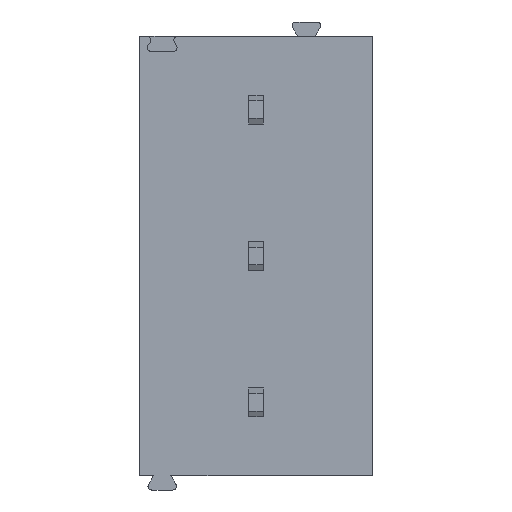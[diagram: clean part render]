
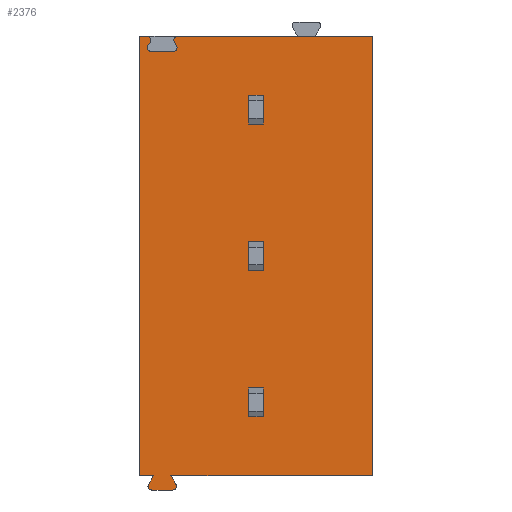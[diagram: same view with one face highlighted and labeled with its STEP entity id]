
A CAD part, front view. The second image highlights one B-rep face of the part: STEP entity #2376.
In plain terms, the highlighted planar face has unit normal (0, -1, 0).
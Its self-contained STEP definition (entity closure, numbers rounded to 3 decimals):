
#21=DIRECTION('',(1.,0.,0.));
#22=VECTOR('',#21,0.26);
#23=CARTESIAN_POINT('',(-4.05,-5.,12.7));
#24=LINE('',#23,#22);
#80=DIRECTION('',(1.,0.,0.));
#81=VECTOR('',#80,6.77);
#82=CARTESIAN_POINT('',(-2.72,-5.,12.7));
#83=LINE('',#82,#81);
#124=DIRECTION('',(-0.5,0.,0.866));
#125=VECTOR('',#124,0.15);
#126=CARTESIAN_POINT('',(-2.757,-5.,12.375));
#127=LINE('',#126,#125);
#128=CARTESIAN_POINT('',(-2.72,-5.,12.57));
#129=DIRECTION('',(0.,-1.,0.));
#130=DIRECTION('',(0.,0.,1.));
#131=AXIS2_PLACEMENT_3D('',#128,#129,#130);
#133=DIRECTION('',(-0.5,0.,0.866));
#134=VECTOR('',#133,0.352);
#135=CARTESIAN_POINT('',(-2.779,-5.,-2.845));
#136=LINE('',#135,#134);
#137=CARTESIAN_POINT('',(-2.891,-5.,-2.91));
#138=DIRECTION('',(0.,-1.,0.));
#139=DIRECTION('',(0.,0.,-1.));
#140=AXIS2_PLACEMENT_3D('',#137,#138,#139);
#142=DIRECTION('',(1.,0.,0.));
#143=VECTOR('',#142,0.727);
#144=CARTESIAN_POINT('',(-3.619,-5.,-3.04));
#145=LINE('',#144,#143);
#146=CARTESIAN_POINT('',(-3.619,-5.,-2.91));
#147=DIRECTION('',(0.,-1.,0.));
#148=DIRECTION('',(-0.866,0.,0.5));
#149=AXIS2_PLACEMENT_3D('',#146,#147,#148);
#151=DIRECTION('',(-0.5,0.,-0.866));
#152=VECTOR('',#151,0.352);
#153=CARTESIAN_POINT('',(-3.555,-5.,-2.54));
#154=LINE('',#153,#152);
#155=DIRECTION('',(0.,0.,-1.));
#156=VECTOR('',#155,15.24);
#157=CARTESIAN_POINT('',(-4.05,-5.,12.7));
#158=LINE('',#157,#156);
#159=CARTESIAN_POINT('',(-3.79,-5.,12.57));
#160=DIRECTION('',(0.,-1.,0.));
#161=DIRECTION('',(0.866,0.,-0.5));
#162=AXIS2_PLACEMENT_3D('',#159,#160,#161);
#164=DIRECTION('',(-0.5,0.,-0.866));
#165=VECTOR('',#164,0.15);
#166=CARTESIAN_POINT('',(-3.678,-5.,12.505));
#167=LINE('',#166,#165);
#168=CARTESIAN_POINT('',(-3.64,-5.,12.31));
#169=DIRECTION('',(0.,-1.,0.));
#170=DIRECTION('',(-0.866,0.,0.5));
#171=AXIS2_PLACEMENT_3D('',#168,#169,#170);
#173=DIRECTION('',(1.,0.,0.));
#174=VECTOR('',#173,0.77);
#175=CARTESIAN_POINT('',(-3.64,-5.,12.18));
#176=LINE('',#175,#174);
#177=CARTESIAN_POINT('',(-2.87,-5.,12.31));
#178=DIRECTION('',(0.,-1.,0.));
#179=DIRECTION('',(0.,0.,-1.));
#180=AXIS2_PLACEMENT_3D('',#177,#178,#179);
#182=DIRECTION('',(1.,0.,0.));
#183=VECTOR('',#182,0.505);
#184=CARTESIAN_POINT('',(-0.248,-5.,-0.5));
#185=LINE('',#184,#183);
#186=DIRECTION('',(0.,0.,1.));
#187=VECTOR('',#186,1.);
#188=CARTESIAN_POINT('',(0.256,-5.,-0.5));
#189=LINE('',#188,#187);
#190=DIRECTION('',(1.,0.,0.));
#191=VECTOR('',#190,0.505);
#192=CARTESIAN_POINT('',(-0.248,-5.,0.5));
#193=LINE('',#192,#191);
#194=DIRECTION('',(0.,0.,1.));
#195=VECTOR('',#194,1.);
#196=CARTESIAN_POINT('',(-0.248,-5.,-0.5));
#197=LINE('',#196,#195);
#198=DIRECTION('',(1.,0.,0.));
#199=VECTOR('',#198,0.505);
#200=CARTESIAN_POINT('',(-0.248,-5.,4.58));
#201=LINE('',#200,#199);
#202=DIRECTION('',(0.,0.,1.));
#203=VECTOR('',#202,1.);
#204=CARTESIAN_POINT('',(0.256,-5.,4.58));
#205=LINE('',#204,#203);
#206=DIRECTION('',(1.,0.,0.));
#207=VECTOR('',#206,0.505);
#208=CARTESIAN_POINT('',(-0.248,-5.,5.58));
#209=LINE('',#208,#207);
#210=DIRECTION('',(0.,0.,1.));
#211=VECTOR('',#210,1.);
#212=CARTESIAN_POINT('',(-0.248,-5.,4.58));
#213=LINE('',#212,#211);
#214=DIRECTION('',(1.,0.,0.));
#215=VECTOR('',#214,0.505);
#216=CARTESIAN_POINT('',(-0.248,-5.,9.66));
#217=LINE('',#216,#215);
#218=DIRECTION('',(0.,0.,1.));
#219=VECTOR('',#218,1.);
#220=CARTESIAN_POINT('',(0.256,-5.,9.66));
#221=LINE('',#220,#219);
#222=DIRECTION('',(1.,0.,0.));
#223=VECTOR('',#222,0.505);
#224=CARTESIAN_POINT('',(-0.248,-5.,10.66));
#225=LINE('',#224,#223);
#226=DIRECTION('',(0.,0.,1.));
#227=VECTOR('',#226,1.);
#228=CARTESIAN_POINT('',(-0.248,-5.,9.66));
#229=LINE('',#228,#227);
#250=DIRECTION('',(0.,0.,-1.));
#251=VECTOR('',#250,15.24);
#252=CARTESIAN_POINT('',(4.05,-5.,12.7));
#253=LINE('',#252,#251);
#408=DIRECTION('',(1.,0.,0.));
#409=VECTOR('',#408,7.005);
#410=CARTESIAN_POINT('',(-2.955,-5.,-2.54));
#411=LINE('',#410,#409);
#451=DIRECTION('',(1.,0.,0.));
#452=VECTOR('',#451,0.495);
#453=CARTESIAN_POINT('',(-4.05,-5.,-2.54));
#454=LINE('',#453,#452);
#1761=CARTESIAN_POINT('',(-4.05,-5.,12.7));
#1762=VERTEX_POINT('',#1761);
#1763=CARTESIAN_POINT('',(4.05,-5.,12.7));
#1764=VERTEX_POINT('',#1763);
#1781=CARTESIAN_POINT('',(-4.05,-5.,-2.54));
#1782=VERTEX_POINT('',#1781);
#1783=CARTESIAN_POINT('',(4.05,-5.,-2.54));
#1784=VERTEX_POINT('',#1783);
#1785=CARTESIAN_POINT('',(-2.891,-5.,-3.04));
#1786=CARTESIAN_POINT('',(-2.779,-5.,-2.845));
#1787=VERTEX_POINT('',#1785);
#1788=VERTEX_POINT('',#1786);
#1789=CARTESIAN_POINT('',(-3.731,-5.,-2.845));
#1790=CARTESIAN_POINT('',(-3.619,-5.,-3.04));
#1791=VERTEX_POINT('',#1789);
#1792=VERTEX_POINT('',#1790);
#1805=CARTESIAN_POINT('',(-2.955,-5.,-2.54));
#1806=VERTEX_POINT('',#1805);
#1807=CARTESIAN_POINT('',(-3.555,-5.,-2.54));
#1808=VERTEX_POINT('',#1807);
#1849=CARTESIAN_POINT('',(-2.72,-5.,12.7));
#1850=VERTEX_POINT('',#1849);
#1851=CARTESIAN_POINT('',(-3.79,-5.,12.7));
#1852=VERTEX_POINT('',#1851);
#1853=CARTESIAN_POINT('',(-2.757,-5.,12.375));
#1854=CARTESIAN_POINT('',(-2.832,-5.,12.505));
#1855=VERTEX_POINT('',#1853);
#1856=VERTEX_POINT('',#1854);
#1857=CARTESIAN_POINT('',(-3.678,-5.,12.505));
#1858=VERTEX_POINT('',#1857);
#1859=CARTESIAN_POINT('',(-3.753,-5.,12.375));
#1860=VERTEX_POINT('',#1859);
#1861=CARTESIAN_POINT('',(-3.64,-5.,12.18));
#1862=VERTEX_POINT('',#1861);
#1863=CARTESIAN_POINT('',(-2.87,-5.,12.18));
#1864=VERTEX_POINT('',#1863);
#1925=CARTESIAN_POINT('',(-0.248,-5.,-0.5));
#1926=CARTESIAN_POINT('',(0.256,-5.,-0.5));
#1927=VERTEX_POINT('',#1925);
#1928=VERTEX_POINT('',#1926);
#1929=CARTESIAN_POINT('',(-0.248,-5.,0.5));
#1930=CARTESIAN_POINT('',(0.256,-5.,0.5));
#1931=VERTEX_POINT('',#1929);
#1932=VERTEX_POINT('',#1930);
#2045=CARTESIAN_POINT('',(-0.248,-5.,4.58));
#2046=VERTEX_POINT('',#2045);
#2047=CARTESIAN_POINT('',(0.256,-5.,4.58));
#2048=VERTEX_POINT('',#2047);
#2049=CARTESIAN_POINT('',(-0.248,-5.,5.58));
#2050=VERTEX_POINT('',#2049);
#2051=CARTESIAN_POINT('',(0.256,-5.,5.58));
#2052=VERTEX_POINT('',#2051);
#2165=CARTESIAN_POINT('',(-0.248,-5.,9.66));
#2166=VERTEX_POINT('',#2165);
#2167=CARTESIAN_POINT('',(0.256,-5.,9.66));
#2168=VERTEX_POINT('',#2167);
#2169=CARTESIAN_POINT('',(-0.248,-5.,10.66));
#2170=VERTEX_POINT('',#2169);
#2171=CARTESIAN_POINT('',(0.256,-5.,10.66));
#2172=VERTEX_POINT('',#2171);
#2306=CARTESIAN_POINT('',(-4.05,-5.,12.7));
#2307=DIRECTION('',(0.,-1.,0.));
#2308=DIRECTION('',(1.,0.,0.));
#2309=AXIS2_PLACEMENT_3D('',#2306,#2307,#2308);
#2310=PLANE('',#2309);
#2312=ORIENTED_EDGE('',*,*,#2311,.T.);
#2313=ORIENTED_EDGE('',*,*,#2298,.F.);
#2314=ORIENTED_EDGE('',*,*,#2262,.T.);
#2316=ORIENTED_EDGE('',*,*,#2315,.T.);
#2318=ORIENTED_EDGE('',*,*,#2317,.F.);
#2320=ORIENTED_EDGE('',*,*,#2319,.F.);
#2322=ORIENTED_EDGE('',*,*,#2321,.F.);
#2324=ORIENTED_EDGE('',*,*,#2323,.F.);
#2326=ORIENTED_EDGE('',*,*,#2325,.F.);
#2328=ORIENTED_EDGE('',*,*,#2327,.F.);
#2330=ORIENTED_EDGE('',*,*,#2329,.F.);
#2332=ORIENTED_EDGE('',*,*,#2331,.F.);
#2333=ORIENTED_EDGE('',*,*,#2234,.T.);
#2335=ORIENTED_EDGE('',*,*,#2334,.F.);
#2337=ORIENTED_EDGE('',*,*,#2336,.T.);
#2339=ORIENTED_EDGE('',*,*,#2338,.T.);
#2341=ORIENTED_EDGE('',*,*,#2340,.T.);
#2343=ORIENTED_EDGE('',*,*,#2342,.T.);
#2344=EDGE_LOOP('',(#2312,#2313,#2314,#2316,#2318,#2320,#2322,#2324,#2326,#2328,
#2330,#2332,#2333,#2335,#2337,#2339,#2341,#2343));
#2345=FACE_OUTER_BOUND('',#2344,.F.);
#2347=ORIENTED_EDGE('',*,*,#2346,.T.);
#2349=ORIENTED_EDGE('',*,*,#2348,.T.);
#2351=ORIENTED_EDGE('',*,*,#2350,.F.);
#2353=ORIENTED_EDGE('',*,*,#2352,.F.);
#2354=EDGE_LOOP('',(#2347,#2349,#2351,#2353));
#2355=FACE_BOUND('',#2354,.F.);
#2357=ORIENTED_EDGE('',*,*,#2356,.T.);
#2359=ORIENTED_EDGE('',*,*,#2358,.T.);
#2361=ORIENTED_EDGE('',*,*,#2360,.F.);
#2363=ORIENTED_EDGE('',*,*,#2362,.F.);
#2364=EDGE_LOOP('',(#2357,#2359,#2361,#2363));
#2365=FACE_BOUND('',#2364,.F.);
#2367=ORIENTED_EDGE('',*,*,#2366,.T.);
#2369=ORIENTED_EDGE('',*,*,#2368,.T.);
#2371=ORIENTED_EDGE('',*,*,#2370,.F.);
#2373=ORIENTED_EDGE('',*,*,#2372,.F.);
#2374=EDGE_LOOP('',(#2367,#2369,#2371,#2373));
#2375=FACE_BOUND('',#2374,.F.);
#132=CIRCLE('',#131,0.13);
#141=CIRCLE('',#140,0.13);
#150=CIRCLE('',#149,0.13);
#163=CIRCLE('',#162,0.13);
#172=CIRCLE('',#171,0.13);
#181=CIRCLE('',#180,0.13);
#2234=EDGE_CURVE('',#1762,#1852,#24,.T.);
#2262=EDGE_CURVE('',#1850,#1764,#83,.T.);
#2298=EDGE_CURVE('',#1850,#1856,#132,.T.);
#2311=EDGE_CURVE('',#1855,#1856,#127,.T.);
#2315=EDGE_CURVE('',#1764,#1784,#253,.T.);
#2317=EDGE_CURVE('',#1806,#1784,#411,.T.);
#2319=EDGE_CURVE('',#1788,#1806,#136,.T.);
#2321=EDGE_CURVE('',#1787,#1788,#141,.T.);
#2323=EDGE_CURVE('',#1792,#1787,#145,.T.);
#2325=EDGE_CURVE('',#1791,#1792,#150,.T.);
#2327=EDGE_CURVE('',#1808,#1791,#154,.T.);
#2329=EDGE_CURVE('',#1782,#1808,#454,.T.);
#2331=EDGE_CURVE('',#1762,#1782,#158,.T.);
#2334=EDGE_CURVE('',#1858,#1852,#163,.T.);
#2336=EDGE_CURVE('',#1858,#1860,#167,.T.);
#2338=EDGE_CURVE('',#1860,#1862,#172,.T.);
#2340=EDGE_CURVE('',#1862,#1864,#176,.T.);
#2342=EDGE_CURVE('',#1864,#1855,#181,.T.);
#2346=EDGE_CURVE('',#1927,#1928,#185,.T.);
#2348=EDGE_CURVE('',#1928,#1932,#189,.T.);
#2350=EDGE_CURVE('',#1931,#1932,#193,.T.);
#2352=EDGE_CURVE('',#1927,#1931,#197,.T.);
#2356=EDGE_CURVE('',#2046,#2048,#201,.T.);
#2358=EDGE_CURVE('',#2048,#2052,#205,.T.);
#2360=EDGE_CURVE('',#2050,#2052,#209,.T.);
#2362=EDGE_CURVE('',#2046,#2050,#213,.T.);
#2366=EDGE_CURVE('',#2166,#2168,#217,.T.);
#2368=EDGE_CURVE('',#2168,#2172,#221,.T.);
#2370=EDGE_CURVE('',#2170,#2172,#225,.T.);
#2372=EDGE_CURVE('',#2166,#2170,#229,.T.);
#2376=ADVANCED_FACE('',(#2345,#2355,#2365,#2375),#2310,.T.);
